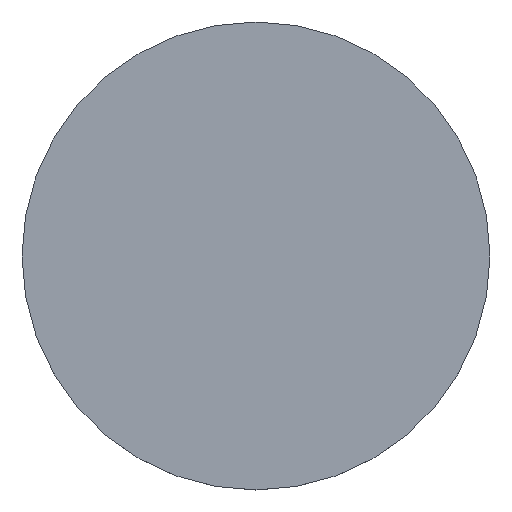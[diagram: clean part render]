
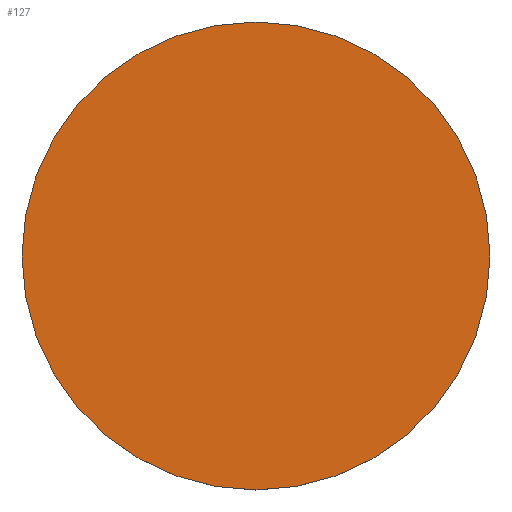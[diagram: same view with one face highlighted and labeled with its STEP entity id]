
A CAD part, top view. The second image highlights one B-rep face of the part: STEP entity #127.
In plain terms, the highlighted planar face has unit normal (0, 0, 1).
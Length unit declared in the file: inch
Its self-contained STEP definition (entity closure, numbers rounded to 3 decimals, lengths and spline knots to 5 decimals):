
#1 = DIRECTION ( 'NONE',  ( 0., 0., 1. ) ) ;
#8 = EDGE_CURVE ( 'NONE', #51, #45, #116, .T. ) ;
#16 = CARTESIAN_POINT ( 'NONE',  ( -2.46063, 0., 0.15748 ) ) ;
#28 = CARTESIAN_POINT ( 'NONE',  ( 0., 0., 0.15748 ) ) ;
#42 = DIRECTION ( 'NONE',  ( 0., 0., 1. ) ) ;
#43 = AXIS2_PLACEMENT_3D ( 'NONE', #28, #85, #100 ) ;
#45 = VERTEX_POINT ( 'NONE', #132 ) ;
#51 = VERTEX_POINT ( 'NONE', #16 ) ;
#66 = EDGE_CURVE ( 'NONE', #45, #51, #102, .T. ) ;
#72 = CARTESIAN_POINT ( 'NONE',  ( 0., 0., 0.15748 ) ) ;
#81 = FACE_OUTER_BOUND ( 'NONE', #128, .T. ) ;
#85 = DIRECTION ( 'NONE',  ( 0., 0., 1. ) ) ;
#98 = ORIENTED_EDGE ( 'NONE', *, *, #66, .T. ) ;
#100 = DIRECTION ( 'NONE',  ( 1., 0., 0. ) ) ;
#102 = CIRCLE ( 'NONE', #105, 2.46063 ) ;
#105 = AXIS2_PLACEMENT_3D ( 'NONE', #72, #42, #118 ) ;
#116 = CIRCLE ( 'NONE', #169, 2.46063 ) ;
#118 = DIRECTION ( 'NONE',  ( 1., 0., 0. ) ) ;
#127 = ADVANCED_FACE ( 'NONE', ( #81 ), #137, .T. ) ;
#128 = EDGE_LOOP ( 'NONE', ( #143, #98 ) ) ;
#132 = CARTESIAN_POINT ( 'NONE',  ( 2.46063, 0., 0.15748 ) ) ;
#137 = PLANE ( 'NONE',  #43 ) ;
#143 = ORIENTED_EDGE ( 'NONE', *, *, #8, .T. ) ;
#166 = DIRECTION ( 'NONE',  ( 1., 0., 0. ) ) ;
#167 = CARTESIAN_POINT ( 'NONE',  ( 0., 0., 0.15748 ) ) ;
#169 = AXIS2_PLACEMENT_3D ( 'NONE', #167, #1, #166 ) ;
